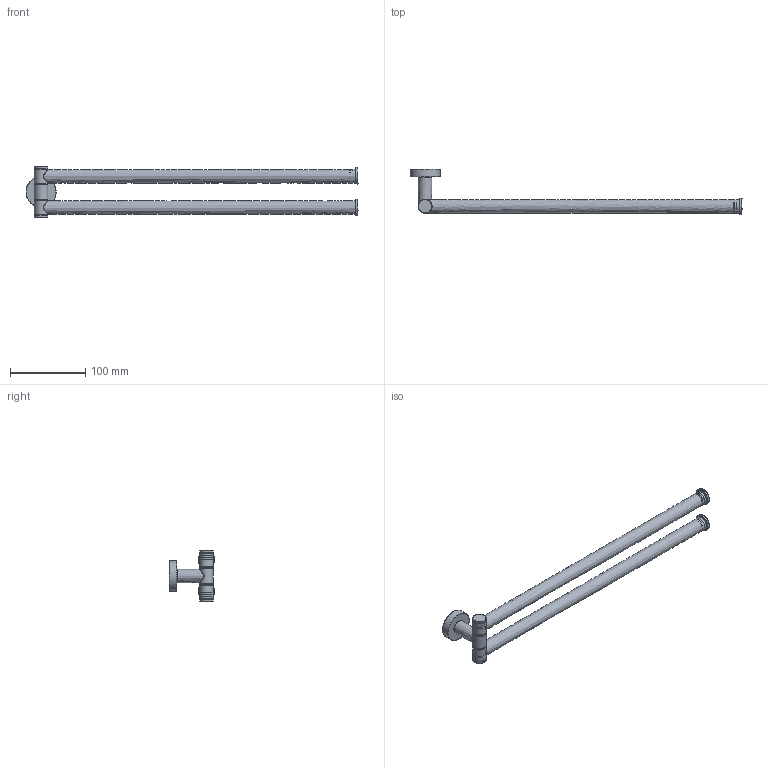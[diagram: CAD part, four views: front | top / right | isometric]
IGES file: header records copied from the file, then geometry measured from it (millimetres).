
Start section: C
Global section: file name: CBA15.igs; native system: By Siemens PLM Incorporated; preprocessor: XPlus GENERIC/IGES 18.0.17; author: Author; organization: Title; date: 20160524.151113; units: millimetre
Bounding box: 439.99 x 60 x 67.4 mm (x, y, z)
Volume: 68513.9 mm3; surface area: 109832.3 mm2
Topology: 13 solids, 13 shells, 126 faces, 246 edges, 163 vertices
Faces by surface type: bspline 126
